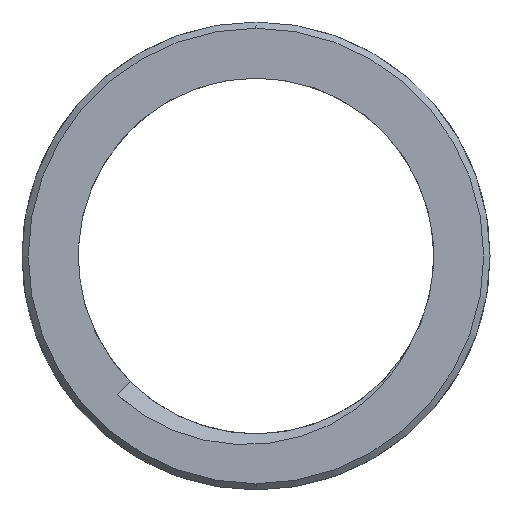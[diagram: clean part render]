
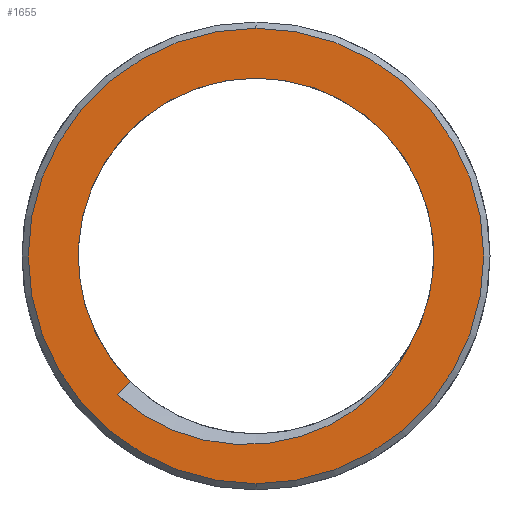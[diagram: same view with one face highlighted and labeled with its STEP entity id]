
A CAD part, left-side view. The second image highlights one B-rep face of the part: STEP entity #1655.
In plain terms, the highlighted planar face has unit normal (-1, 0, 0).
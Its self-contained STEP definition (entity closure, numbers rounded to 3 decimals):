
#16 = CIRCLE ( 'NONE', #1244, 3.65 ) ;
#140 = EDGE_LOOP ( 'NONE', ( #588, #739 ) ) ;
#142 = CARTESIAN_POINT ( 'NONE',  ( 0., 0., 2.85 ) ) ;
#151 = DIRECTION ( 'NONE',  ( 1., 0., 0. ) ) ;
#170 = VERTEX_POINT ( 'NONE', #878 ) ;
#181 = CARTESIAN_POINT ( 'NONE',  ( 0., 1.876, -2.513 ) ) ;
#238 = CARTESIAN_POINT ( 'NONE',  ( 0., -0.061, -3.023 ) ) ;
#317 = DIRECTION ( 'NONE',  ( 1., 0., 0. ) ) ;
#324 = VERTEX_POINT ( 'NONE', #142 ) ;
#362 = AXIS2_PLACEMENT_3D ( 'NONE', #1434, #317, #1917 ) ;
#386 = CARTESIAN_POINT ( 'NONE',  ( 0., -0.73, -2.897 ) ) ;
#394 = AXIS2_PLACEMENT_3D ( 'NONE', #1460, #1175, #1316 ) ;
#409 = EDGE_CURVE ( 'NONE', #1279, #324, #1519, .T. ) ;
#506 = EDGE_CURVE ( 'NONE', #324, #1085, #866, .T. ) ;
#553 = CARTESIAN_POINT ( 'NONE',  ( 0., -2.19, -1.88 ) ) ;
#573 = CARTESIAN_POINT ( 'NONE',  ( 0., 0.164, -3.032 ) ) ;
#582 = ORIENTED_EDGE ( 'NONE', *, *, #976, .T. ) ;
#588 = ORIENTED_EDGE ( 'NONE', *, *, #1044, .T. ) ;
#592 = LINE ( 'NONE', #1588, #1991 ) ;
#609 = DIRECTION ( 'NONE',  ( 0., 0., -1. ) ) ;
#624 = CARTESIAN_POINT ( 'NONE',  ( 0., 0., 0. ) ) ;
#727 = EDGE_CURVE ( 'NONE', #1885, #1085, #1967, .T. ) ;
#739 = ORIENTED_EDGE ( 'NONE', *, *, #1831, .T. ) ;
#821 = CARTESIAN_POINT ( 'NONE',  ( 0., 0., 3.65 ) ) ;
#827 = CARTESIAN_POINT ( 'NONE',  ( 0., 1.483, -2.736 ) ) ;
#866 = CIRCLE ( 'NONE', #362, 2.85 ) ;
#878 = CARTESIAN_POINT ( 'NONE',  ( 0., 0., -3.65 ) ) ;
#960 = ORIENTED_EDGE ( 'NONE', *, *, #409, .T. ) ;
#976 = EDGE_CURVE ( 'NONE', #1885, #1279, #592, .T. ) ;
#988 = CARTESIAN_POINT ( 'NONE',  ( 0., 2.059, -2.381 ) ) ;
#995 = CARTESIAN_POINT ( 'NONE',  ( 0., -2.428, -1.493 ) ) ;
#1002 = CARTESIAN_POINT ( 'NONE',  ( 0., 2.227, -2.227 ) ) ;
#1019 = CARTESIAN_POINT ( 'NONE',  ( 0., 2.015, -2.015 ) ) ;
#1044 = EDGE_CURVE ( 'NONE', #170, #1919, #16, .T. ) ;
#1048 = DIRECTION ( 'NONE',  ( -1., 0., 0. ) ) ;
#1053 = CARTESIAN_POINT ( 'NONE',  ( 0., 0.617, -2.999 ) ) ;
#1085 = VERTEX_POINT ( 'NONE', #995 ) ;
#1175 = DIRECTION ( 'NONE',  ( -1., 0., 0. ) ) ;
#1224 = CARTESIAN_POINT ( 'NONE',  ( 0., -0.507, -2.956 ) ) ;
#1233 = DIRECTION ( 'NONE',  ( 0., 0., -1. ) ) ;
#1244 = AXIS2_PLACEMENT_3D ( 'NONE', #1350, #1048, #2014 ) ;
#1246 = PLANE ( 'NONE',  #1517 ) ;
#1268 = FACE_BOUND ( 'NONE', #1274, .T. ) ;
#1274 = EDGE_LOOP ( 'NONE', ( #1286, #582, #960, #1729 ) ) ;
#1279 = VERTEX_POINT ( 'NONE', #1019 ) ;
#1286 = ORIENTED_EDGE ( 'NONE', *, *, #727, .F. ) ;
#1309 = CIRCLE ( 'NONE', #394, 3.65 ) ;
#1316 = DIRECTION ( 'NONE',  ( 0., 0., -1. ) ) ;
#1345 = CARTESIAN_POINT ( 'NONE',  ( 0., -1.89, -2.217 ) ) ;
#1350 = CARTESIAN_POINT ( 'NONE',  ( 0., 0., 0. ) ) ;
#1376 = CARTESIAN_POINT ( 'NONE',  ( 0., -1.148, -2.733 ) ) ;
#1389 = CARTESIAN_POINT ( 'NONE',  ( 0., -2.428, -1.493 ) ) ;
#1397 = DIRECTION ( 'NONE',  ( 1., 0., 0. ) ) ;
#1412 = CARTESIAN_POINT ( 'NONE',  ( 0., 0., 0. ) ) ;
#1420 = DIRECTION ( 'NONE',  ( 0., -0.707, 0.707 ) ) ;
#1434 = CARTESIAN_POINT ( 'NONE',  ( 0., 0., 0. ) ) ;
#1460 = CARTESIAN_POINT ( 'NONE',  ( 0., 0., 0. ) ) ;
#1482 = CARTESIAN_POINT ( 'NONE',  ( 0., 1.272, -2.826 ) ) ;
#1515 = CARTESIAN_POINT ( 'NONE',  ( 0., -1.348, -2.627 ) ) ;
#1517 = AXIS2_PLACEMENT_3D ( 'NONE', #624, #1397, #1233 ) ;
#1519 = CIRCLE ( 'NONE', #1788, 2.85 ) ;
#1588 = CARTESIAN_POINT ( 'NONE',  ( 0., 0., 0. ) ) ;
#1655 = ADVANCED_FACE ( 'NONE', ( #1748, #1268 ), #1246, .F. ) ;
#1674 = CARTESIAN_POINT ( 'NONE',  ( 0., -1.721, -2.366 ) ) ;
#1687 = CARTESIAN_POINT ( 'NONE',  ( 0., -2.322, -1.691 ) ) ;
#1729 = ORIENTED_EDGE ( 'NONE', *, *, #506, .T. ) ;
#1748 = FACE_OUTER_BOUND ( 'NONE', #140, .T. ) ;
#1788 = AXIS2_PLACEMENT_3D ( 'NONE', #1412, #151, #609 ) ;
#1796 = CARTESIAN_POINT ( 'NONE',  ( 0., 2.227, -2.227 ) ) ;
#1831 = EDGE_CURVE ( 'NONE', #1919, #170, #1309, .T. ) ;
#1885 = VERTEX_POINT ( 'NONE', #1002 ) ;
#1917 = DIRECTION ( 'NONE',  ( 0., 0., -1. ) ) ;
#1919 = VERTEX_POINT ( 'NONE', #821 ) ;
#1967 = B_SPLINE_CURVE_WITH_KNOTS ( 'NONE', 3,
 ( #1796, #988, #181, #827, #1482, #2042, #1053, #573, #238, #1224, #386, #1376, #1515, #1674, #1345, #553, #1687, #1389 ),
 .UNSPECIFIED., .F., .F.,
 ( 4, 2, 2, 2, 2, 2, 2, 2, 4 ),
 ( 0., 0.001, 0.001, 0.002, 0.003, 0.003, 0.004, 0.005, 0.005 ),
 .UNSPECIFIED. ) ;
#1991 = VECTOR ( 'NONE', #1420, 1000. ) ;
#2014 = DIRECTION ( 'NONE',  ( 0., 0., -1. ) ) ;
#2042 = CARTESIAN_POINT ( 'NONE',  ( 0., 0.841, -2.957 ) ) ;
